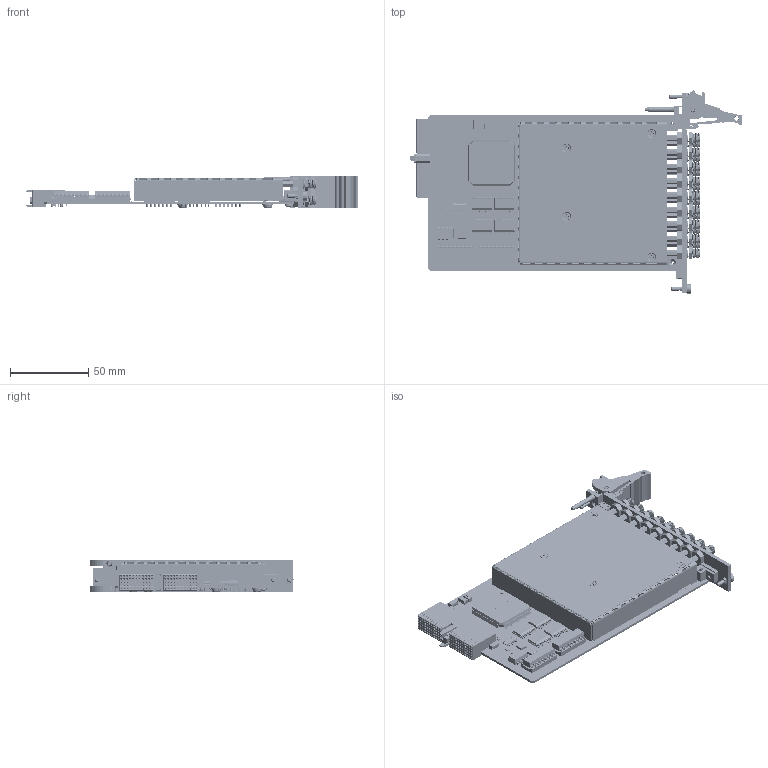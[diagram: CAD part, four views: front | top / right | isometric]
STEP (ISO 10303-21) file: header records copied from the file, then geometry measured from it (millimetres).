
FILE_DESCRIPTION (( 'STEP AP214' ), '1' );
FILE_NAME ('40-747-521 PXI 16CH RF MUX 50Ohm SMA.STEP', '2013-09-05T15:05:45', ( 'admin' ), ( '' ), 'SwSTEP 2.0', 'SolidWorks 2012', '' );
FILE_SCHEMA (( 'AUTOMOTIVE_DESIGN' ));
Length unit declared in the file: millimetre
Products named in the file (1): 40-747-521 PXI 16CH RF MUX 50Ohm SMA
Bounding box: 211.99 x 129.67 x 20 mm (x, y, z)
Surface area: 103958.1 mm2 (no closed solid volume)
Topology: 0 solids, 563 shells, 4854 faces, 18188 edges, 13470 vertices
Faces by surface type: plane 3055, cylinder 984, bspline 621, cone 152, torus 36, sphere 6
Full cylindrical faces by diameter (mm): 0.5 x1, 0.6 x110, 0.7 x153, 0.8 x17, 1 x35, 1.245 x43, 1.372 x30, 1.397 x11, 1.429 x1, 1.448 x1, 1.496 x2, 1.501 x1, 1.524 x2, 1.564 x1, 1.583 x1, 1.651 x64, 2 x5, 2.05 x1, 2.497 x1, 2.5 x3, 2.6 x1, 2.7 x1, 2.8 x1, 3 x3, 4.55 x17, 4.7 x5, 5 x4, 5.3 x18, 5.9 x3, 6 x1
Entity records: 661746 total; most frequent: CARTESIAN_POINT 471191, DIRECTION 25085, ORIENTED_EDGE 24992, EDGE_CURVE 17270, VERTEX_POINT 13176, VECTOR 10573, LINE 10573, AXIS2_PLACEMENT_3D 7256
